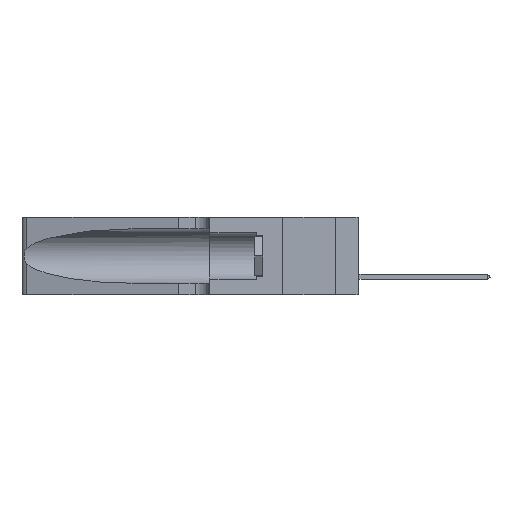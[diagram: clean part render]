
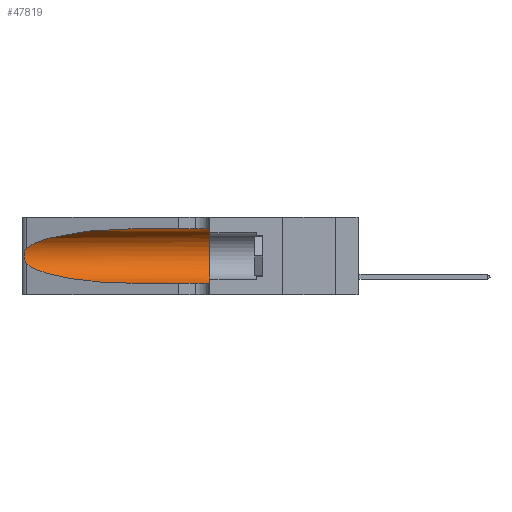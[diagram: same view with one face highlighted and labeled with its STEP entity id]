
A CAD part, left-side view. The second image highlights one B-rep face of the part: STEP entity #47819.
In plain terms, the highlighted cylindrical face has radius 3.308 mm (diameter 6.617 mm), a partial arc.
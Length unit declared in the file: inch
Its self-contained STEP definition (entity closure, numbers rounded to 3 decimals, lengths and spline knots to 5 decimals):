
#1458 =( BOUNDED_CURVE ( )  B_SPLINE_CURVE ( 3, ( #40489, #5670, #20800, #2314 ),
 .UNSPECIFIED., .F., .F. ) 
 B_SPLINE_CURVE_WITH_KNOTS ( ( 4, 4 ),
 ( 1.5708, 2.84003 ),
 .UNSPECIFIED. ) 
 CURVE ( )  GEOMETRIC_REPRESENTATION_ITEM ( )  RATIONAL_B_SPLINE_CURVE ( ( 1., 0.87, 0.87, 1. ) ) 
 REPRESENTATION_ITEM ( '' )  );
#1674 = CARTESIAN_POINT ( 'NONE',  ( 0.26075, 1.23896, 0.178 ) ) ;
#2314 = CARTESIAN_POINT ( 'NONE',  ( 0.25487, 1.22718, 0.22369 ) ) ;
#2641 = VERTEX_POINT ( 'NONE', #38748 ) ;
#2854 = AXIS2_PLACEMENT_3D ( 'NONE', #39034, #27777, #5186 ) ;
#4349 = CYLINDRICAL_SURFACE ( 'NONE', #34852, 0.13025 ) ;
#4450 = CARTESIAN_POINT ( 'NONE',  ( 0.25487, 1.22718, 0.14631 ) ) ;
#5061 = B_SPLINE_CURVE_WITH_KNOTS ( 'NONE', 3,
 ( #46894, #9383, #21129, #16807, #43230, #5441, #20450, #1674, #9884, #5783, #20625, #32412, #46728, #24397 ),
 .UNSPECIFIED., .F., .F.,
 ( 4, 2, 2, 2, 2, 2, 4 ),
 ( 0., 0.00027, 0.00053, 0.00107, 0.0016, 0.00187, 0.00214 ),
 .UNSPECIFIED. ) ;
#5186 = DIRECTION ( 'NONE',  ( 0., 0., 1. ) ) ;
#5441 = CARTESIAN_POINT ( 'NONE',  ( 0.26018, 1.23835, 0.19895 ) ) ;
#5670 = CARTESIAN_POINT ( 'NONE',  ( 0.18966, 0.96281, 0.31525 ) ) ;
#5783 = CARTESIAN_POINT ( 'NONE',  ( 0.25856, 1.23593, 0.16098 ) ) ;
#7283 = DIRECTION ( 'NONE',  ( 0., -1., 0. ) ) ;
#7386 = CARTESIAN_POINT ( 'NONE',  ( 0.1305, 1.61858, 0.05475 ) ) ;
#7813 = CARTESIAN_POINT ( 'NONE',  ( 0.2373, 1.15595, 0.08982 ) ) ;
#8047 = CARTESIAN_POINT ( 'NONE',  ( 0.1305, 0.35, 0.05475 ) ) ;
#8250 = VERTEX_POINT ( 'NONE', #20197 ) ;
#8772 = CARTESIAN_POINT ( 'NONE',  ( 0.1305, 0.72297, 0.05475 ) ) ;
#9383 = CARTESIAN_POINT ( 'NONE',  ( 0.25555, 1.22994, 0.2215 ) ) ;
#9803 = VERTEX_POINT ( 'NONE', #14521 ) ;
#9884 = CARTESIAN_POINT ( 'NONE',  ( 0.26017, 1.23833, 0.17102 ) ) ;
#10286 = ORIENTED_EDGE ( 'NONE', *, *, #27174, .F. ) ;
#11336 = CARTESIAN_POINT ( 'NONE',  ( 0.1305, 1.61858, 0.185 ) ) ;
#14521 = CARTESIAN_POINT ( 'NONE',  ( 0.25487, 1.22718, 0.22369 ) ) ;
#15045 = CIRCLE ( 'NONE', #2854, 0.13025 ) ;
#16115 = LINE ( 'NONE', #43416, #41926 ) ;
#16807 = CARTESIAN_POINT ( 'NONE',  ( 0.25787, 1.23484, 0.2124 ) ) ;
#17051 = ORIENTED_EDGE ( 'NONE', *, *, #25347, .T. ) ;
#18027 = LINE ( 'NONE', #7386, #21600 ) ;
#19471 = CARTESIAN_POINT ( 'NONE',  ( 0.1305, 0.72297, 0.05475 ) ) ;
#19568 = DIRECTION ( 'NONE',  ( 0., 0., -1. ) ) ;
#20197 = CARTESIAN_POINT ( 'NONE',  ( 0.1305, 0.72297, 0.31525 ) ) ;
#20450 = CARTESIAN_POINT ( 'NONE',  ( 0.26075, 1.23896, 0.19203 ) ) ;
#20625 = CARTESIAN_POINT ( 'NONE',  ( 0.25789, 1.23486, 0.15765 ) ) ;
#20800 = CARTESIAN_POINT ( 'NONE',  ( 0.2373, 1.15595, 0.28018 ) ) ;
#21129 = CARTESIAN_POINT ( 'NONE',  ( 0.25639, 1.23184, 0.21858 ) ) ;
#21600 = VECTOR ( 'NONE', #45489, 39.37008 ) ;
#24397 = CARTESIAN_POINT ( 'NONE',  ( 0.25487, 1.22718, 0.14631 ) ) ;
#24499 = EDGE_CURVE ( 'NONE', #2641, #44482, #15045, .T. ) ;
#24998 = FACE_OUTER_BOUND ( 'NONE', #36209, .T. ) ;
#25347 = EDGE_CURVE ( 'NONE', #27504, #44482, #18027, .T. ) ;
#25616 = EDGE_CURVE ( 'NONE', #8250, #9803, #1458, .T. ) ;
#27174 = EDGE_CURVE ( 'NONE', #8250, #2641, #16115, .T. ) ;
#27504 = VERTEX_POINT ( 'NONE', #8772 ) ;
#27777 = DIRECTION ( 'NONE',  ( 0., 1., 0. ) ) ;
#29374 = DIRECTION ( 'NONE',  ( 0., -1., 0. ) ) ;
#30721 =( BOUNDED_CURVE ( )  B_SPLINE_CURVE ( 3, ( #38154, #7813, #45444, #19471 ),
 .UNSPECIFIED., .F., .F. ) 
 B_SPLINE_CURVE_WITH_KNOTS ( ( 4, 4 ),
 ( 3.44316, 4.71239 ),
 .UNSPECIFIED. ) 
 CURVE ( )  GEOMETRIC_REPRESENTATION_ITEM ( )  RATIONAL_B_SPLINE_CURVE ( ( 1., 0.87, 0.87, 1. ) ) 
 REPRESENTATION_ITEM ( '' )  );
#32240 = EDGE_CURVE ( 'NONE', #34067, #27504, #30721, .T. ) ;
#32412 = CARTESIAN_POINT ( 'NONE',  ( 0.25639, 1.23186, 0.15144 ) ) ;
#33485 = EDGE_CURVE ( 'NONE', #9803, #34067, #5061, .T. ) ;
#34067 = VERTEX_POINT ( 'NONE', #4450 ) ;
#34852 = AXIS2_PLACEMENT_3D ( 'NONE', #11336, #7283, #19568 ) ;
#36209 = EDGE_LOOP ( 'NONE', ( #40264, #43057, #37157, #17051, #39076, #10286 ) ) ;
#37157 = ORIENTED_EDGE ( 'NONE', *, *, #32240, .T. ) ;
#38154 = CARTESIAN_POINT ( 'NONE',  ( 0.25487, 1.22718, 0.14631 ) ) ;
#38748 = CARTESIAN_POINT ( 'NONE',  ( 0.1305, 0.35, 0.31525 ) ) ;
#39034 = CARTESIAN_POINT ( 'NONE',  ( 0.1305, 0.35, 0.185 ) ) ;
#39076 = ORIENTED_EDGE ( 'NONE', *, *, #24499, .F. ) ;
#40264 = ORIENTED_EDGE ( 'NONE', *, *, #25616, .T. ) ;
#40489 = CARTESIAN_POINT ( 'NONE',  ( 0.1305, 0.72297, 0.31525 ) ) ;
#41926 = VECTOR ( 'NONE', #29374, 39.37008 ) ;
#43057 = ORIENTED_EDGE ( 'NONE', *, *, #33485, .T. ) ;
#43230 = CARTESIAN_POINT ( 'NONE',  ( 0.25854, 1.2359, 0.20912 ) ) ;
#43416 = CARTESIAN_POINT ( 'NONE',  ( 0.1305, 1.61858, 0.31525 ) ) ;
#44482 = VERTEX_POINT ( 'NONE', #8047 ) ;
#45444 = CARTESIAN_POINT ( 'NONE',  ( 0.18966, 0.96281, 0.05475 ) ) ;
#45489 = DIRECTION ( 'NONE',  ( 0., -1., 0. ) ) ;
#46728 = CARTESIAN_POINT ( 'NONE',  ( 0.25555, 1.22993, 0.14849 ) ) ;
#46894 = CARTESIAN_POINT ( 'NONE',  ( 0.25487, 1.22718, 0.22369 ) ) ;
#47819 = ADVANCED_FACE ( 'NONE', ( #24998 ), #4349, .F. ) ;
